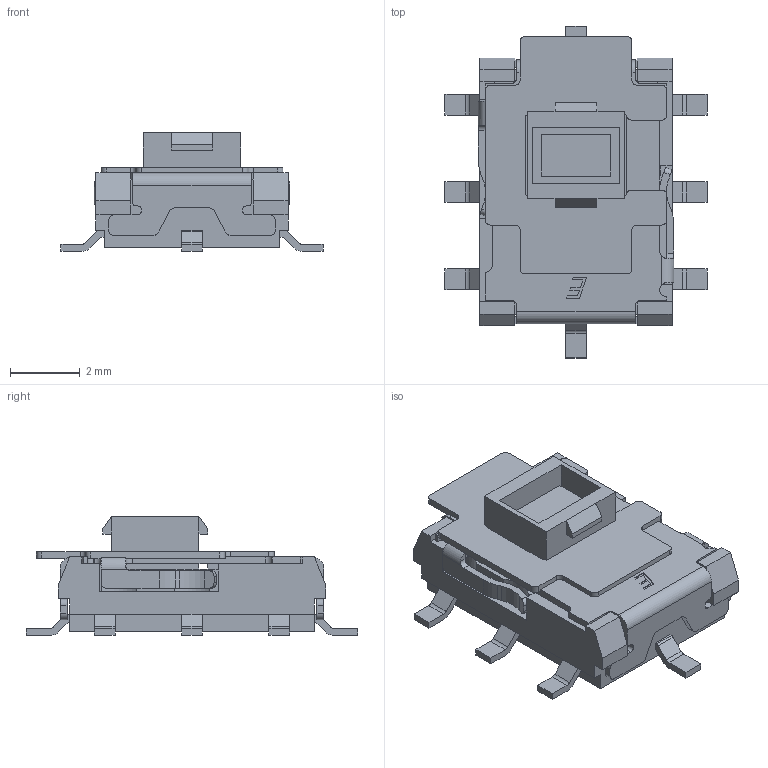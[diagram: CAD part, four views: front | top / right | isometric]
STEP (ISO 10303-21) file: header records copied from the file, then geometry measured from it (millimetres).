
FILE_DESCRIPTION((' '),'2;1');
FILE_NAME('EGL2290x.stp','2017-08-02T15:34:51',(' '),(' '),' ','ACIS',' ');
FILE_SCHEMA(('CONFIG_CONTROL_DESIGN'));
Length unit declared in the file: inch
Products named in the file (1): EGL2290x.stp
Bounding box: 7.5 x 9.5 x 3.4 mm (x, y, z)
Volume: 76.8 mm3; surface area: 298.4 mm2
Topology: 1 solids, 1 shells, 417 faces, 1276 edges, 838 vertices
Faces by surface type: plane 297, cylinder 120
Entity records: 14408 total; most frequent: CARTESIAN_POINT 2610, ORIENTED_EDGE 2552, DIRECTION 2361, EDGE_CURVE 1276, VECTOR 1007, LINE 1007, VERTEX_POINT 838, AXIS2_PLACEMENT_3D 677
